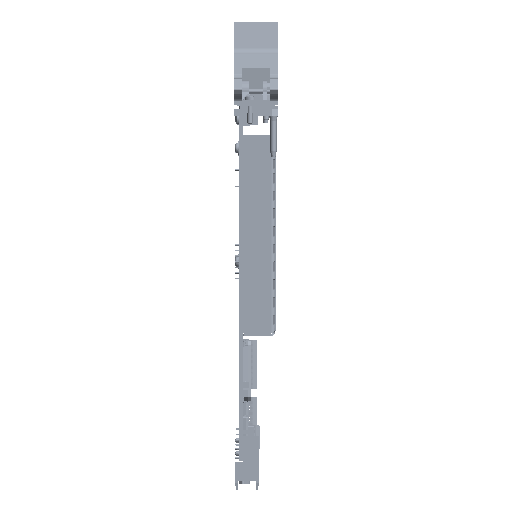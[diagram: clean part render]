
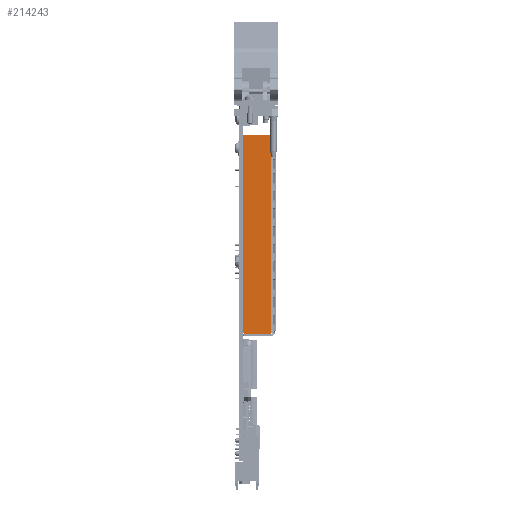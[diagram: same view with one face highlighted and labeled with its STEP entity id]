
A CAD part, front view. The second image highlights one B-rep face of the part: STEP entity #214243.
In plain terms, the highlighted planar face has unit normal (0, -1, 0).
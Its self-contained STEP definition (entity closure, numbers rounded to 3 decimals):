
#6047 = PLANE ( 'NONE',  #82401 ) ;
#6111 = CARTESIAN_POINT ( 'NONE',  ( -37.408, -35.812, -1.671 ) ) ;
#6113 = DIRECTION ( 'NONE',  ( 0., 1., 0. ) ) ;
#6117 = DIRECTION ( 'NONE',  ( -1., 0., 0. ) ) ;
#6401 = FACE_OUTER_BOUND ( 'NONE', #110020, .T. ) ;
#12217 = VERTEX_POINT ( 'NONE', #217607 ) ;
#12248 = VERTEX_POINT ( 'NONE', #218282 ) ;
#12263 = VERTEX_POINT ( 'NONE', #218166 ) ;
#12266 = VERTEX_POINT ( 'NONE', #218696 ) ;
#12267 = VERTEX_POINT ( 'NONE', #218548 ) ;
#12270 = VERTEX_POINT ( 'NONE', #218141 ) ;
#30082 = ORIENTED_EDGE ( 'NONE', *, *, #98285, .T. ) ;
#30084 = ORIENTED_EDGE ( 'NONE', *, *, #98198, .T. ) ;
#30095 = ORIENTED_EDGE ( 'NONE', *, *, #98194, .F. ) ;
#30098 = ORIENTED_EDGE ( 'NONE', *, *, #98176, .F. ) ;
#30109 = ORIENTED_EDGE ( 'NONE', *, *, #98172, .T. ) ;
#30111 = ORIENTED_EDGE ( 'NONE', *, *, #98153, .T. ) ;
#53209 = CIRCLE ( 'NONE', #103323, 1. ) ;
#53225 = LINE ( 'NONE', #114571, #53230 ) ;
#53227 = LINE ( 'NONE', #114569, #53233 ) ;
#53230 = VECTOR ( 'NONE', #114636, 1000. ) ;
#53233 = VECTOR ( 'NONE', #114633, 1000. ) ;
#53247 = CIRCLE ( 'NONE', #103347, 1. ) ;
#53251 = LINE ( 'NONE', #114641, #53255 ) ;
#53255 = VECTOR ( 'NONE', #114696, 1000. ) ;
#53311 = LINE ( 'NONE', #114955, #53317 ) ;
#53317 = VECTOR ( 'NONE', #114978, 1000. ) ;
#82401 = AXIS2_PLACEMENT_3D ( 'NONE', #6111, #6113, #6117 ) ;
#98153 = EDGE_CURVE ( 'NONE', #12270, #12263, #53209, .T. ) ;
#98172 = EDGE_CURVE ( 'NONE', #12248, #12270, #53227, .T. ) ;
#98176 = EDGE_CURVE ( 'NONE', #12248, #12266, #53225, .T. ) ;
#98194 = EDGE_CURVE ( 'NONE', #12266, #12267, #53251, .T. ) ;
#98198 = EDGE_CURVE ( 'NONE', #12217, #12267, #53247, .T. ) ;
#98285 = EDGE_CURVE ( 'NONE', #12263, #12217, #53311, .T. ) ;
#103323 = AXIS2_PLACEMENT_3D ( 'NONE', #114573, #114575, #114576 ) ;
#103347 = AXIS2_PLACEMENT_3D ( 'NONE', #114702, #114704, #114705 ) ;
#110020 = EDGE_LOOP ( 'NONE', ( #30082, #30084, #30095, #30098, #30109, #30111 ) ) ;
#114569 = CARTESIAN_POINT ( 'NONE',  ( -37.408, -35.812, -1.671 ) ) ;
#114571 = CARTESIAN_POINT ( 'NONE',  ( -38.408, -35.812, -93.671 ) ) ;
#114573 = CARTESIAN_POINT ( 'NONE',  ( -50.408, -35.812, -2.671 ) ) ;
#114575 = DIRECTION ( 'NONE',  ( 0., -1., 0. ) ) ;
#114576 = DIRECTION ( 'NONE',  ( -1., 0., 0. ) ) ;
#114633 = DIRECTION ( 'NONE',  ( -1., 0., 0. ) ) ;
#114636 = DIRECTION ( 'NONE',  ( 0., 0., -1. ) ) ;
#114641 = CARTESIAN_POINT ( 'NONE',  ( -38.408, -35.812, -92.601 ) ) ;
#114696 = DIRECTION ( 'NONE',  ( -1., 0., 0. ) ) ;
#114702 = CARTESIAN_POINT ( 'NONE',  ( -50.408, -35.812, -91.601 ) ) ;
#114704 = DIRECTION ( 'NONE',  ( 0., -1., 0. ) ) ;
#114705 = DIRECTION ( 'NONE',  ( -1., 0., 0. ) ) ;
#114955 = CARTESIAN_POINT ( 'NONE',  ( -51.408, -35.812, -1.671 ) ) ;
#114978 = DIRECTION ( 'NONE',  ( 0., 0., -1. ) ) ;
#214243 = ADVANCED_FACE ( 'NONE', ( #6401 ), #6047, .F. ) ;
#217607 = CARTESIAN_POINT ( 'NONE',  ( -51.408, -35.812, -91.601 ) ) ;
#218141 = CARTESIAN_POINT ( 'NONE',  ( -50.408, -35.812, -1.671 ) ) ;
#218166 = CARTESIAN_POINT ( 'NONE',  ( -51.408, -35.812, -2.671 ) ) ;
#218282 = CARTESIAN_POINT ( 'NONE',  ( -38.408, -35.812, -1.671 ) ) ;
#218548 = CARTESIAN_POINT ( 'NONE',  ( -50.408, -35.812, -92.601 ) ) ;
#218696 = CARTESIAN_POINT ( 'NONE',  ( -38.408, -35.812, -92.601 ) ) ;
